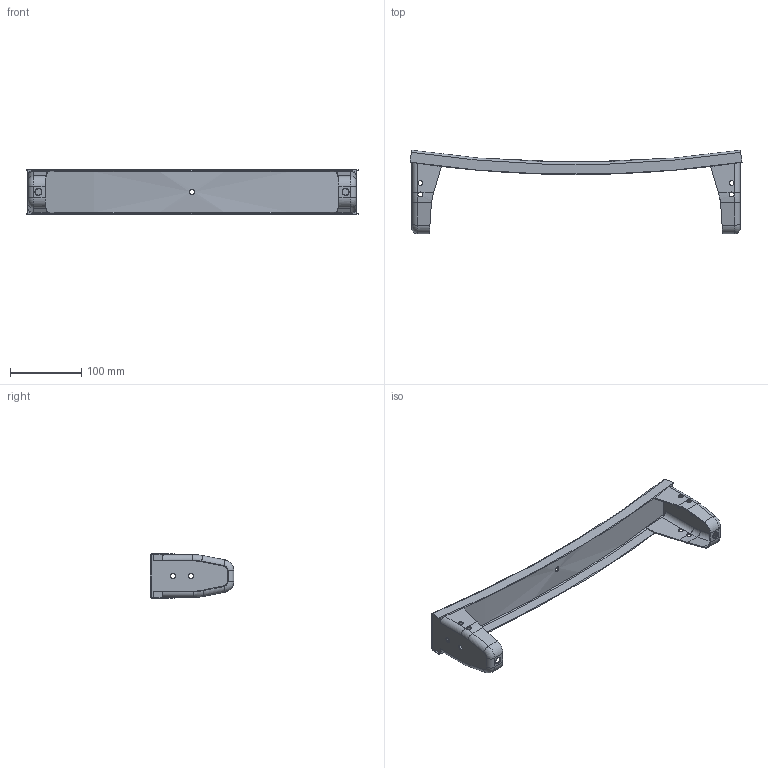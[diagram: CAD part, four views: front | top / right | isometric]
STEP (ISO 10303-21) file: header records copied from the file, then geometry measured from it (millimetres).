
FILE_DESCRIPTION (( 'STEP AP203' ), '1' );
FILE_NAME ('SST.AL_STEP_v10323.STEP', '2023-03-21T08:11:13', ( '' ), ( '' ), 'SwSTEP 2.0', 'SolidWorks 2019', '' );
FILE_SCHEMA (( 'CONFIG_CONTROL_DESIGN' ));
Length unit declared in the file: millimetre
Products named in the file (1): SST.AL_STEP_v10323
Bounding box: 465 x 116.98 x 63 mm (x, y, z)
Volume: 103862.3 mm3; surface area: 134624.1 mm2
Topology: 1 solids, 1 shells, 166 faces, 488 edges, 312 vertices
Faces by surface type: cylinder 84, plane 52, torus 24, bspline 6
Entity records: 8565 total; most frequent: CARTESIAN_POINT 4211, ORIENTED_EDGE 976, DIRECTION 838, EDGE_CURVE 488, AXIS2_PLACEMENT_3D 317, VERTEX_POINT 312, VECTOR 204, LINE 204
